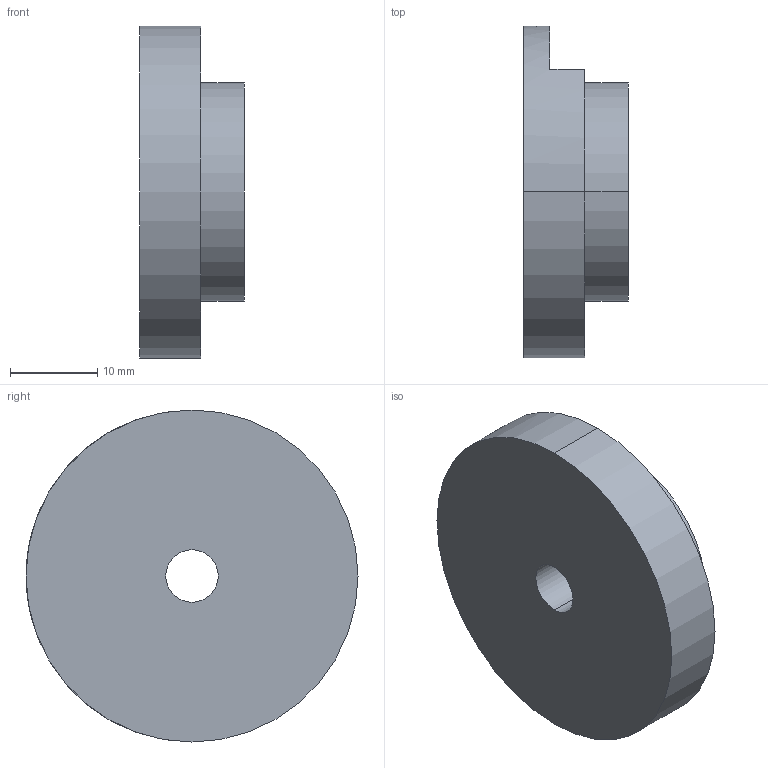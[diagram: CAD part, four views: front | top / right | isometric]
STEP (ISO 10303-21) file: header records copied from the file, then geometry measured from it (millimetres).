
FILE_DESCRIPTION (( 'STEP AP203' ), '1' );
FILE_NAME ('Barillet 1.STEP', '2021-09-03T09:32:33', ( '' ), ( '' ), 'SwSTEP 2.0', 'SolidWorks 2019', '' );
FILE_SCHEMA (( 'CONFIG_CONTROL_DESIGN' ));
Length unit declared in the file: millimetre
Products named in the file (1): Barillet 1
Bounding box: 12 x 38 x 38 mm (x, y, z)
Volume: 8160.1 mm3; surface area: 4000 mm2
Topology: 1 solids, 1 shells, 26 faces, 54 edges, 36 vertices
Faces by surface type: cylinder 16, plane 10
Entity records: 825 total; most frequent: CARTESIAN_POINT 155, DIRECTION 138, ORIENTED_EDGE 108, AXIS2_PLACEMENT_3D 59, EDGE_CURVE 54, VERTEX_POINT 36, EDGE_LOOP 34, CIRCLE 32
